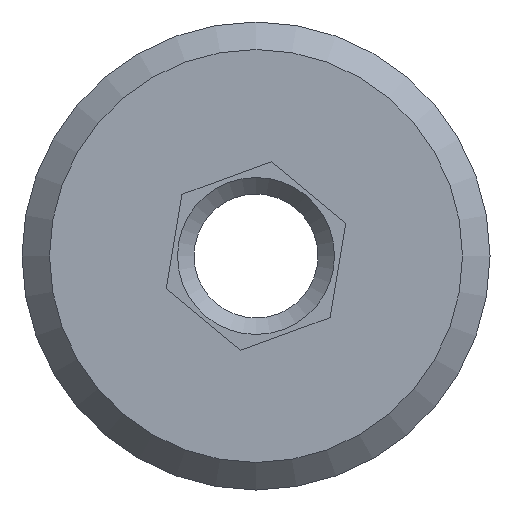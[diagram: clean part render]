
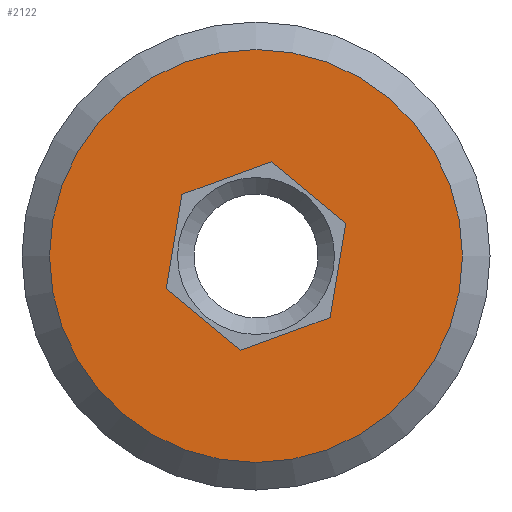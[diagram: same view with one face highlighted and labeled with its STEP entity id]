
A CAD part, front view. The second image highlights one B-rep face of the part: STEP entity #2122.
In plain terms, the highlighted planar face has unit normal (0, -1, 0).
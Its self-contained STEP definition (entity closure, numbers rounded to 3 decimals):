
#112=CARTESIAN_POINT('',(-5.149,-32.44,-6.852));
#113=VERTEX_POINT('',#112);
#114=CARTESIAN_POINT('',(-10.535,-32.44,-2.381));
#115=VERTEX_POINT('',#114);
#116=CARTESIAN_POINT('',(-5.149,-32.44,-6.852));
#117=DIRECTION('',(-0.769,0.0,0.639));
#118=VECTOR('',#117,7.);
#119=LINE('',#116,#118);
#120=EDGE_CURVE('',#113,#115,#119,.T.);
#238=CARTESIAN_POINT('',(-9.395,-32.44,4.471));
#239=VERTEX_POINT('',#238);
#240=CARTESIAN_POINT('',(-2.87,-32.44,6.852));
#241=VERTEX_POINT('',#240);
#242=CARTESIAN_POINT('',(-9.395,-32.44,4.471));
#243=DIRECTION('',(0.939,0.0,0.343));
#244=VECTOR('',#243,6.946);
#245=LINE('',#242,#244);
#246=EDGE_CURVE('',#239,#241,#245,.T.);
#269=CARTESIAN_POINT('',(-10.535,-32.44,-2.381));
#270=DIRECTION('',(0.164,0.0,0.986));
#271=VECTOR('',#270,6.946);
#272=LINE('',#269,#271);
#273=EDGE_CURVE('',#115,#239,#272,.T.);
#286=CARTESIAN_POINT('',(1.377,-32.44,-4.471));
#287=VERTEX_POINT('',#286);
#288=CARTESIAN_POINT('',(1.377,-32.44,-4.471));
#289=DIRECTION('',(-0.939,0.0,-0.343));
#290=VECTOR('',#289,6.946);
#291=LINE('',#288,#290);
#292=EDGE_CURVE('',#287,#113,#291,.T.);
#310=CARTESIAN_POINT('',(2.516,-32.44,2.381));
#311=VERTEX_POINT('',#310);
#312=CARTESIAN_POINT('',(2.516,-32.44,2.381));
#313=DIRECTION('',(-0.164,0.0,-0.986));
#314=VECTOR('',#313,6.946);
#315=LINE('',#312,#314);
#316=EDGE_CURVE('',#311,#287,#315,.T.);
#334=CARTESIAN_POINT('',(-2.87,-32.44,6.852));
#335=DIRECTION('',(0.769,0.0,-0.639));
#336=VECTOR('',#335,7.);
#337=LINE('',#334,#336);
#338=EDGE_CURVE('',#241,#311,#337,.T.);
#2094=CARTESIAN_POINT('',(10.991,-32.44,0.));
#2095=VERTEX_POINT('',#2094);
#2096=CARTESIAN_POINT('',(-4.009,-32.44,0.0));
#2097=DIRECTION('',(0.0,1.0,0.0));
#2098=DIRECTION('',(-1.0,0.0,0.0));
#2099=AXIS2_PLACEMENT_3D('',#2096,#2097,#2098);
#2100=CIRCLE('',#2099,15.);
#2101=EDGE_CURVE('',#2095,#2095,#2100,.T.);
#2106=CARTESIAN_POINT('',(4.491,-32.44,0.0));
#2107=DIRECTION('',(0.0,-1.0,0.0));
#2108=DIRECTION('',(0.0,0.0,-1.0));
#2109=AXIS2_PLACEMENT_3D('',#2106,#2107,#2108);
#2110=PLANE('',#2109);
#2111=ORIENTED_EDGE('',*,*,#2101,.F.);
#2112=EDGE_LOOP('',(#2111));
#2113=FACE_OUTER_BOUND('',#2112,.T.);
#2114=ORIENTED_EDGE('',*,*,#338,.T.);
#2115=ORIENTED_EDGE('',*,*,#316,.T.);
#2116=ORIENTED_EDGE('',*,*,#292,.T.);
#2117=ORIENTED_EDGE('',*,*,#120,.T.);
#2118=ORIENTED_EDGE('',*,*,#273,.T.);
#2119=ORIENTED_EDGE('',*,*,#246,.T.);
#2120=EDGE_LOOP('',(#2114,#2115,#2116,#2117,#2118,#2119));
#2121=FACE_BOUND('',#2120,.T.);
#2122=ADVANCED_FACE('',(#2113,#2121),#2110,.T.);
